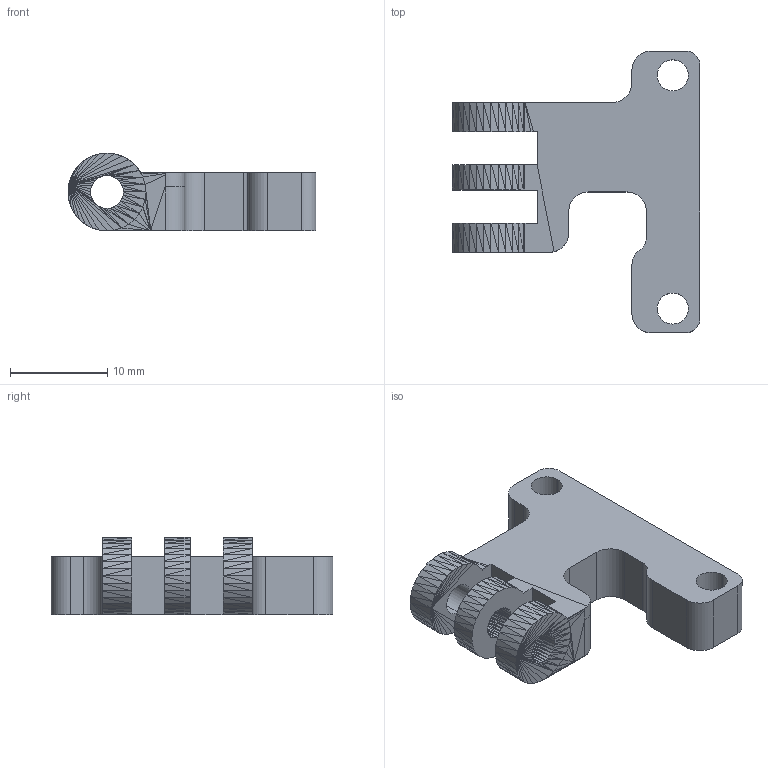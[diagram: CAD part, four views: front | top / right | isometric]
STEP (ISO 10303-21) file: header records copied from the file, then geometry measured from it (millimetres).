
FILE_DESCRIPTION (( 'STEP AP203' ), '1' );
FILE_NAME ('pivot.STEP', '2016-04-11T07:33:26', ( 'Joel Frax' ), ( 'Microsoft' ), 'SwSTEP 2.0', 'SolidWorks 2015', '' );
FILE_SCHEMA (( 'CONFIG_CONTROL_DESIGN' ));
Length unit declared in the file: millimetre
Products named in the file (1): pivot
Bounding box: 25.5 x 29 x 8 mm (x, y, z)
Volume: 2142.9 mm3; surface area: 1824.6 mm2
Topology: 1 solids, 1 shells, 599 faces, 1218 edges, 619 vertices
Faces by surface type: plane 579, cylinder 20
Entity records: 14765 total; most frequent: DIRECTION 2526, CARTESIAN_POINT 2437, ORIENTED_EDGE 2436, EDGE_CURVE 1218, LINE 1110, VECTOR 1110, AXIS2_PLACEMENT_3D 708, VERTEX_POINT 619
